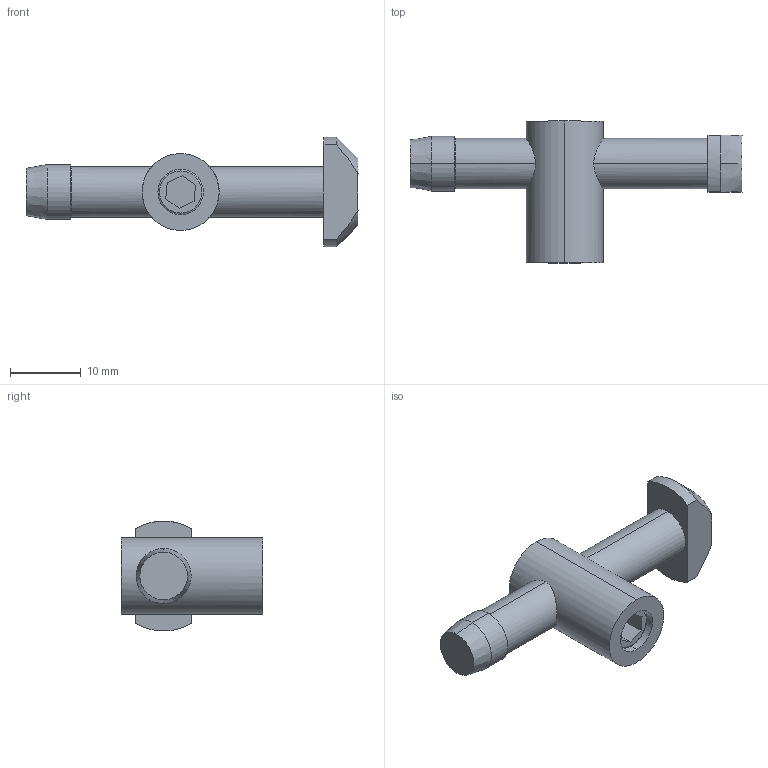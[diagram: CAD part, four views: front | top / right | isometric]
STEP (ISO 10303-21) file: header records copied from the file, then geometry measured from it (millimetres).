
FILE_DESCRIPTION (( 'STEP AP214' ), '1' );
FILE_NAME ('-6128115', '2019-02-04T09:21:46', ( '' ), ('JUGARD+KÜNSTNER GmbH'), 'SwSTEP 2.0', 'SolidWorks 2017', '' );
FILE_SCHEMA (( 'AUTOMOTIVE_DESIGN' ));
Length unit declared in the file: millimetre
Products named in the file (1): -6128115_CNAJF00
Bounding box: 46.8 x 20 x 15.5 mm (x, y, z)
Volume: 3524.8 mm3; surface area: 2001.1 mm2
Topology: 1 solids, 1 shells, 37 faces, 84 edges, 54 vertices
Faces by surface type: plane 15, cylinder 13, cone 9
Entity records: 1220 total; most frequent: CARTESIAN_POINT 336, DIRECTION 184, ORIENTED_EDGE 168, EDGE_CURVE 84, AXIS2_PLACEMENT_3D 70, VERTEX_POINT 54, VECTOR 44, LINE 44
